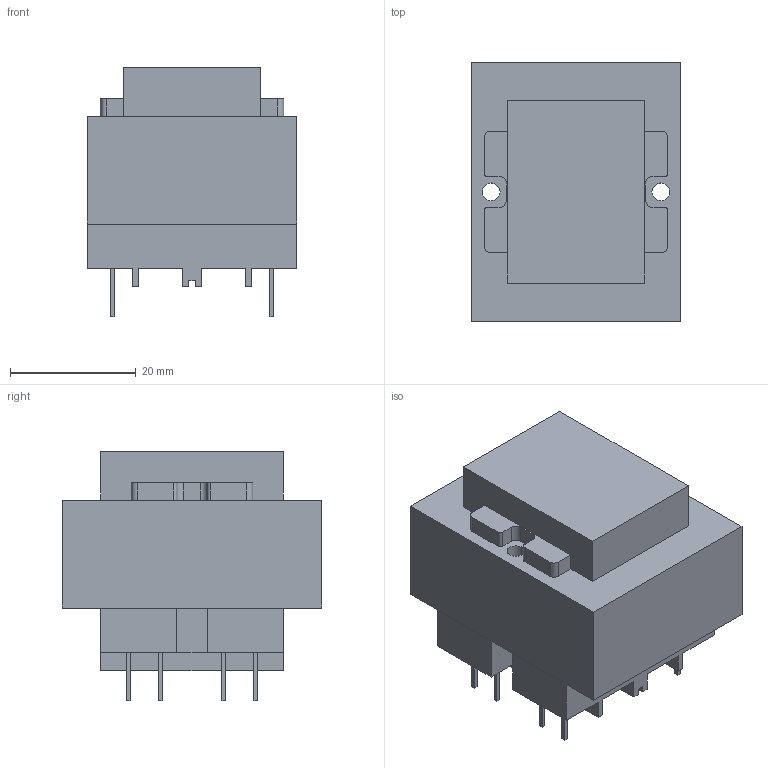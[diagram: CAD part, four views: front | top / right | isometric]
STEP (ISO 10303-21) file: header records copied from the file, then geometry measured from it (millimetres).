
FILE_DESCRIPTION(('FreeCAD Model'),'2;1');
FILE_NAME('Open CASCADE Shape Model','2024-05-03T06:49:34',( 'kicad StepUp'),('ksu MCAD'),'Open CASCADE STEP processor 7.7', 'FreeCAD','Unknown');
FILE_SCHEMA(('AUTOMOTIVE_DESIGN { 1 0 10303 214 1 1 1 1 }'));
Length unit declared in the file: millimetre
Products named in the file (1): Transformer_Triad_VPP16-310
Bounding box: 33.32 x 41.27 x 39.67 mm (x, y, z)
Volume: 35355.1 mm3; surface area: 11546 mm2
Topology: 11 solids, 11 shells, 124 faces, 298 edges, 196 vertices
Faces by surface type: plane 110, cylinder 14
Full cylindrical faces by diameter (mm): 2.845 x2
Entity records: 4517 total; most frequent: CARTESIAN_POINT 619, ORIENTED_EDGE 596, DIRECTION 576, EDGE_CURVE 298, LINE 270, VECTOR 270, VERTEX_POINT 196, AXIS2_PLACEMENT_3D 153
